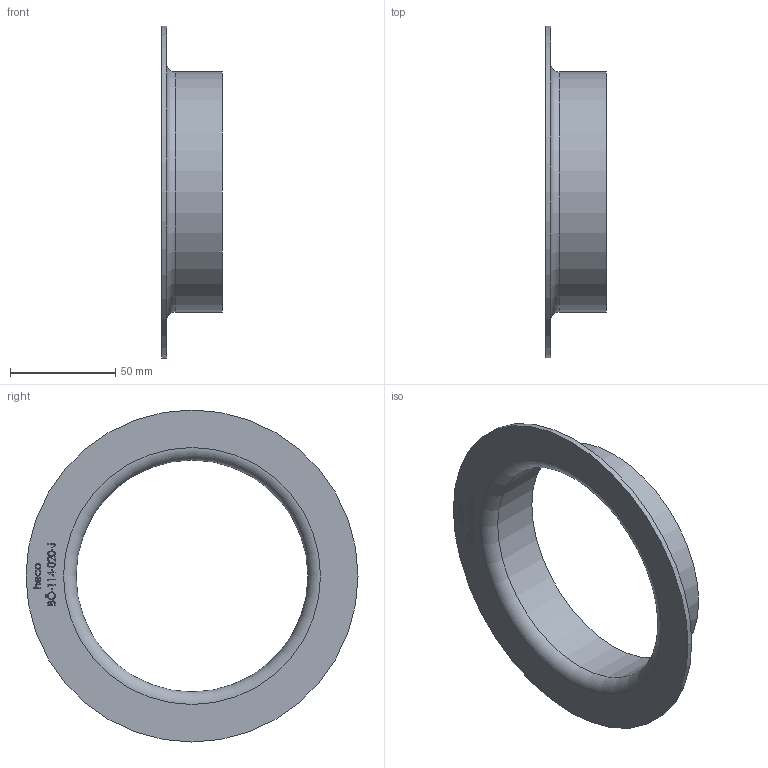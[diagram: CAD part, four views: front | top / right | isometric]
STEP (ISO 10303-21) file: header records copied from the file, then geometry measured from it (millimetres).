
FILE_DESCRIPTION (( 'STEP AP214' ), '1' );
FILE_NAME ('BÖ-114-020-J Vorschweissbördel heco.STEP', '2015-05-12T09:37:17', ( 'test' ), ( '' ), 'SwSTEP 2.0', 'SolidWorks 2011', '' );
FILE_SCHEMA (( 'AUTOMOTIVE_DESIGN' ));
Length unit declared in the file: millimetre
Products named in the file (1): BÖ-114-020-J Vorschweissbördel heco
Bounding box: 29 x 158 x 158 mm (x, y, z)
Volume: 42325.2 mm3; surface area: 39498.3 mm2
Topology: 1 solids, 1 shells, 192 faces, 488 edges, 325 vertices
Faces by surface type: plane 98, bspline 89, cylinder 3, torus 2
Full cylindrical faces by diameter (mm): 110.3 x1, 114.3 x1, 158 x1
Entity records: 12942 total; most frequent: CARTESIAN_POINT 6776, ORIENTED_EDGE 964, DIRECTION 520, EDGE_CURVE 482, VERTEX_POINT 324, LINE 296, VECTOR 296, EDGE_LOOP 226
